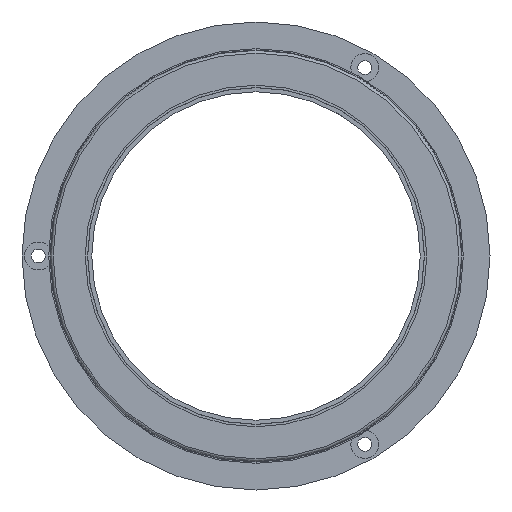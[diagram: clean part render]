
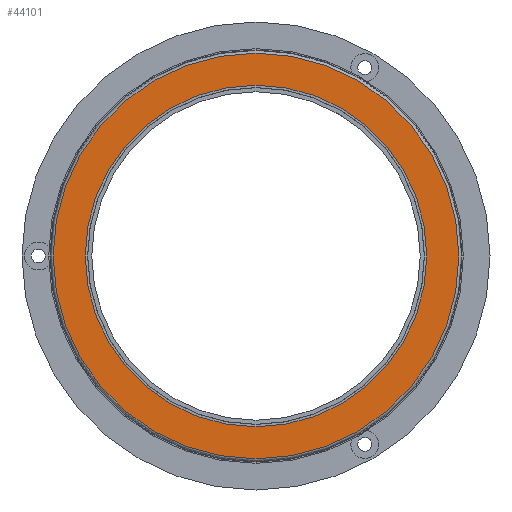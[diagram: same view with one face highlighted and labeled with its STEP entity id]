
A CAD part, left-side view. The second image highlights one B-rep face of the part: STEP entity #44101.
In plain terms, the highlighted planar face has unit normal (-1, 0, 0).
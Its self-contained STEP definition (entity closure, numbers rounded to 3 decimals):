
#600 = VERTEX_POINT ( 'NONE', #16076 ) ;
#633 = CARTESIAN_POINT ( 'NONE',  ( -1., 20.8, 0. ) ) ;
#1494 = CIRCLE ( 'NONE', #33841, 20.8 ) ;
#2453 = AXIS2_PLACEMENT_3D ( 'NONE', #633, #62407, #57332 ) ;
#3539 = DIRECTION ( 'NONE',  ( 0., 1., 0. ) ) ;
#3961 = EDGE_LOOP ( 'NONE', ( #33955 ) ) ;
#8942 = CARTESIAN_POINT ( 'NONE',  ( -1., 0., 0. ) ) ;
#11703 = CARTESIAN_POINT ( 'NONE',  ( -1., 24.7, 0. ) ) ;
#13310 = DIRECTION ( 'NONE',  ( 1., 0., 0. ) ) ;
#15777 = PLANE ( 'NONE',  #2453 ) ;
#16076 = CARTESIAN_POINT ( 'NONE',  ( -1., 20.8, 0. ) ) ;
#17093 = CIRCLE ( 'NONE', #57052, 24.7 ) ;
#20830 = FACE_BOUND ( 'NONE', #3961, .T. ) ;
#21784 = VERTEX_POINT ( 'NONE', #11703 ) ;
#21794 = EDGE_CURVE ( 'NONE', #21784, #21784, #17093, .T. ) ;
#25851 = CARTESIAN_POINT ( 'NONE',  ( -1., 0., 0. ) ) ;
#26857 = EDGE_CURVE ( 'NONE', #600, #600, #1494, .T. ) ;
#32070 = ORIENTED_EDGE ( 'NONE', *, *, #21794, .F. ) ;
#33841 = AXIS2_PLACEMENT_3D ( 'NONE', #8942, #13310, #3539 ) ;
#33955 = ORIENTED_EDGE ( 'NONE', *, *, #26857, .T. ) ;
#41487 = FACE_OUTER_BOUND ( 'NONE', #43174, .T. ) ;
#43174 = EDGE_LOOP ( 'NONE', ( #32070 ) ) ;
#44101 = ADVANCED_FACE ( 'NONE', ( #20830, #41487 ), #15777, .T. ) ;
#46832 = DIRECTION ( 'NONE',  ( 1., 0., 0. ) ) ;
#57052 = AXIS2_PLACEMENT_3D ( 'NONE', #25851, #46832, #62031 ) ;
#57332 = DIRECTION ( 'NONE',  ( 0., -1., 0. ) ) ;
#62031 = DIRECTION ( 'NONE',  ( 0., 1., 0. ) ) ;
#62407 = DIRECTION ( 'NONE',  ( -1., 0., 0. ) ) ;
